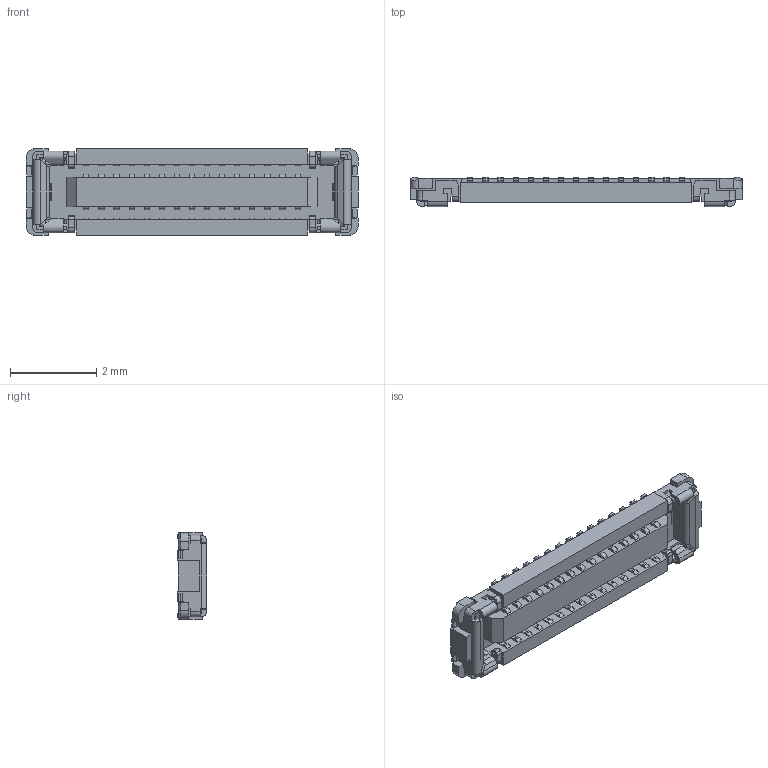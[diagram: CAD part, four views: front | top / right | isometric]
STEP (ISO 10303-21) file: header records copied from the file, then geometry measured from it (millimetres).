
FILE_DESCRIPTION((''),'2;1');
FILE_NAME('5052703012','2018-10-05T',('me'),(''),'PRO/ENGINEER BY PARAMETRIC TECHNOLOGY CORPORATION, 2016010','PRO/ENGINEER BY PARAMETRIC TECHNOLOGY CORPORATION, 2016010','');
FILE_SCHEMA(('CONFIG_CONTROL_DESIGN'));
Length unit declared in the file: millimetre
Products named in the file (1): 5052703012
Bounding box: 7.7 x 0.68 x 2 mm (x, y, z)
Volume: 6.2 mm3; surface area: 60.6 mm2
Topology: 1 solids, 1 shells, 967 faces, 2816 edges, 1912 vertices
Faces by surface type: plane 807, cylinder 160
Entity records: 31408 total; most frequent: CARTESIAN_POINT 5609, ORIENTED_EDGE 5360, DIRECTION 5056, EDGE_CURVE 2680, VECTOR 2472, LINE 2472, VERTEX_POINT 1776, AXIS2_PLACEMENT_3D 1292
